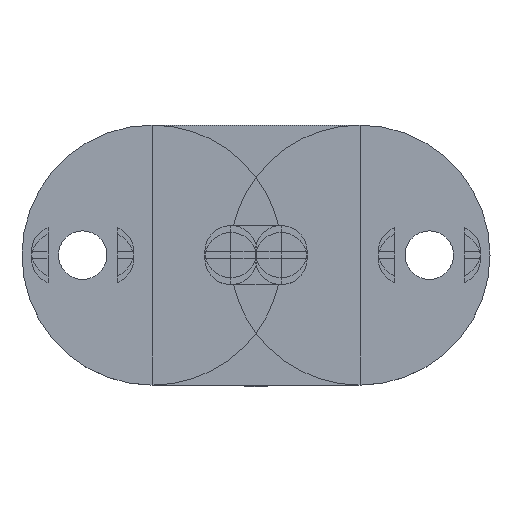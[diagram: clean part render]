
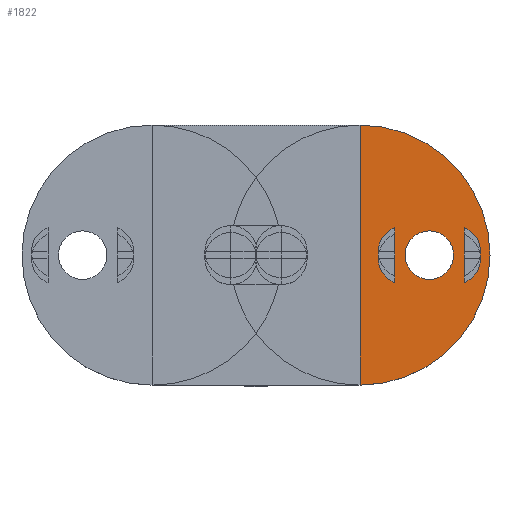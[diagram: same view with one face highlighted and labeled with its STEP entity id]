
A CAD part, top view. The second image highlights one B-rep face of the part: STEP entity #1822.
In plain terms, the highlighted planar face has unit normal (0, 0, 1).
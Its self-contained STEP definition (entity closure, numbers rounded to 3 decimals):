
#539 = VERTEX_POINT('',#540);
#540 = CARTESIAN_POINT('',(27.,0.,118.));
#546 = EDGE_CURVE('',#539,#547,#549,.T.);
#547 = VERTEX_POINT('',#548);
#548 = CARTESIAN_POINT('',(12.,15.,118.));
#549 = CIRCLE('',#550,15.);
#550 = AXIS2_PLACEMENT_3D('',#551,#552,#553);
#551 = CARTESIAN_POINT('',(12.,0.,118.));
#552 = DIRECTION('',(0.,0.,1.));
#553 = DIRECTION('',(1.,0.,0.));
#572 = VERTEX_POINT('',#573);
#573 = CARTESIAN_POINT('',(12.,-15.,118.));
#579 = EDGE_CURVE('',#572,#539,#580,.T.);
#580 = CIRCLE('',#581,15.);
#581 = AXIS2_PLACEMENT_3D('',#582,#583,#584);
#582 = CARTESIAN_POINT('',(12.,0.,118.));
#583 = DIRECTION('',(0.,0.,1.));
#584 = DIRECTION('',(1.,0.,0.));
#595 = VERTEX_POINT('',#596);
#596 = CARTESIAN_POINT('',(22.8,0.,118.));
#602 = EDGE_CURVE('',#595,#595,#603,.T.);
#603 = CIRCLE('',#604,2.8);
#604 = AXIS2_PLACEMENT_3D('',#605,#606,#607);
#605 = CARTESIAN_POINT('',(20.,0.,118.));
#606 = DIRECTION('',(0.,0.,1.));
#607 = DIRECTION('',(1.,0.,0.));
#1822 = ADVANCED_FACE('',(#1823,#1833,#1836,#1904),#1972,.T.);
#1823 = FACE_BOUND('',#1824,.T.);
#1824 = EDGE_LOOP('',(#1825,#1826,#1827));
#1825 = ORIENTED_EDGE('',*,*,#579,.T.);
#1826 = ORIENTED_EDGE('',*,*,#546,.T.);
#1827 = ORIENTED_EDGE('',*,*,#1828,.F.);
#1828 = EDGE_CURVE('',#572,#547,#1829,.T.);
#1829 = LINE('',#1830,#1831);
#1830 = CARTESIAN_POINT('',(12.,-15.,118.));
#1831 = VECTOR('',#1832,1.);
#1832 = DIRECTION('',(0.,1.,0.));
#1833 = FACE_BOUND('',#1834,.T.);
#1834 = EDGE_LOOP('',(#1835));
#1835 = ORIENTED_EDGE('',*,*,#602,.F.);
#1836 = FACE_BOUND('',#1837,.T.);
#1837 = EDGE_LOOP('',(#1838,#1849,#1857,#1865,#1873,#1881,#1889,#1898));
#1838 = ORIENTED_EDGE('',*,*,#1839,.F.);
#1839 = EDGE_CURVE('',#1840,#1842,#1844,.T.);
#1840 = VERTEX_POINT('',#1841);
#1841 = CARTESIAN_POINT('',(16.,3.191,118.));
#1842 = VERTEX_POINT('',#1843);
#1843 = CARTESIAN_POINT('',(14.1,0.4,118.));
#1844 = CIRCLE('',#1845,3.);
#1845 = AXIS2_PLACEMENT_3D('',#1846,#1847,#1848);
#1846 = CARTESIAN_POINT('',(17.1,0.4,118.));
#1847 = DIRECTION('',(0.,0.,1.));
#1848 = DIRECTION('',(1.,0.,0.));
#1849 = ORIENTED_EDGE('',*,*,#1850,.F.);
#1850 = EDGE_CURVE('',#1851,#1840,#1853,.T.);
#1851 = VERTEX_POINT('',#1852);
#1852 = CARTESIAN_POINT('',(16.,2.391,118.));
#1853 = LINE('',#1854,#1855);
#1854 = CARTESIAN_POINT('',(16.,-4.,118.));
#1855 = VECTOR('',#1856,1.);
#1856 = DIRECTION('',(0.,1.,0.));
#1857 = ORIENTED_EDGE('',*,*,#1858,.F.);
#1858 = EDGE_CURVE('',#1859,#1851,#1861,.T.);
#1859 = VERTEX_POINT('',#1860);
#1860 = CARTESIAN_POINT('',(16.,0.4,118.));
#1861 = LINE('',#1862,#1863);
#1862 = CARTESIAN_POINT('',(16.,-4.,118.));
#1863 = VECTOR('',#1864,1.);
#1864 = DIRECTION('',(0.,1.,0.));
#1865 = ORIENTED_EDGE('',*,*,#1866,.F.);
#1866 = EDGE_CURVE('',#1867,#1859,#1869,.T.);
#1867 = VERTEX_POINT('',#1868);
#1868 = CARTESIAN_POINT('',(16.,-0.4,118.));
#1869 = LINE('',#1870,#1871);
#1870 = CARTESIAN_POINT('',(16.,-4.,118.));
#1871 = VECTOR('',#1872,1.);
#1872 = DIRECTION('',(0.,1.,0.));
#1873 = ORIENTED_EDGE('',*,*,#1874,.F.);
#1874 = EDGE_CURVE('',#1875,#1867,#1877,.T.);
#1875 = VERTEX_POINT('',#1876);
#1876 = CARTESIAN_POINT('',(16.,-2.391,118.));
#1877 = LINE('',#1878,#1879);
#1878 = CARTESIAN_POINT('',(16.,-4.,118.));
#1879 = VECTOR('',#1880,1.);
#1880 = DIRECTION('',(0.,1.,0.));
#1881 = ORIENTED_EDGE('',*,*,#1882,.F.);
#1882 = EDGE_CURVE('',#1883,#1875,#1885,.T.);
#1883 = VERTEX_POINT('',#1884);
#1884 = CARTESIAN_POINT('',(16.,-3.191,118.));
#1885 = LINE('',#1886,#1887);
#1886 = CARTESIAN_POINT('',(16.,-4.,118.));
#1887 = VECTOR('',#1888,1.);
#1888 = DIRECTION('',(0.,1.,0.));
#1889 = ORIENTED_EDGE('',*,*,#1890,.F.);
#1890 = EDGE_CURVE('',#1891,#1883,#1893,.T.);
#1891 = VERTEX_POINT('',#1892);
#1892 = CARTESIAN_POINT('',(14.1,-0.4,118.));
#1893 = CIRCLE('',#1894,3.);
#1894 = AXIS2_PLACEMENT_3D('',#1895,#1896,#1897);
#1895 = CARTESIAN_POINT('',(17.1,-0.4,118.));
#1896 = DIRECTION('',(0.,0.,1.));
#1897 = DIRECTION('',(1.,0.,0.));
#1898 = ORIENTED_EDGE('',*,*,#1899,.T.);
#1899 = EDGE_CURVE('',#1891,#1842,#1900,.T.);
#1900 = LINE('',#1901,#1902);
#1901 = CARTESIAN_POINT('',(14.1,-0.4,118.));
#1902 = VECTOR('',#1903,1.);
#1903 = DIRECTION('',(0.,1.,0.));
#1904 = FACE_BOUND('',#1905,.T.);
#1905 = EDGE_LOOP('',(#1906,#1917,#1925,#1934,#1942,#1950,#1958,#1966));
#1906 = ORIENTED_EDGE('',*,*,#1907,.F.);
#1907 = EDGE_CURVE('',#1908,#1910,#1912,.T.);
#1908 = VERTEX_POINT('',#1909);
#1909 = CARTESIAN_POINT('',(25.9,0.4,118.));
#1910 = VERTEX_POINT('',#1911);
#1911 = CARTESIAN_POINT('',(24.,3.191,118.));
#1912 = CIRCLE('',#1913,3.);
#1913 = AXIS2_PLACEMENT_3D('',#1914,#1915,#1916);
#1914 = CARTESIAN_POINT('',(22.9,0.4,118.));
#1915 = DIRECTION('',(0.,0.,1.));
#1916 = DIRECTION('',(1.,0.,0.));
#1917 = ORIENTED_EDGE('',*,*,#1918,.F.);
#1918 = EDGE_CURVE('',#1919,#1908,#1921,.T.);
#1919 = VERTEX_POINT('',#1920);
#1920 = CARTESIAN_POINT('',(25.9,-0.4,118.));
#1921 = LINE('',#1922,#1923);
#1922 = CARTESIAN_POINT('',(25.9,-0.4,118.));
#1923 = VECTOR('',#1924,1.);
#1924 = DIRECTION('',(0.,1.,0.));
#1925 = ORIENTED_EDGE('',*,*,#1926,.F.);
#1926 = EDGE_CURVE('',#1927,#1919,#1929,.T.);
#1927 = VERTEX_POINT('',#1928);
#1928 = CARTESIAN_POINT('',(24.,-3.191,118.));
#1929 = CIRCLE('',#1930,3.);
#1930 = AXIS2_PLACEMENT_3D('',#1931,#1932,#1933);
#1931 = CARTESIAN_POINT('',(22.9,-0.4,118.));
#1932 = DIRECTION('',(0.,0.,1.));
#1933 = DIRECTION('',(1.,0.,0.));
#1934 = ORIENTED_EDGE('',*,*,#1935,.T.);
#1935 = EDGE_CURVE('',#1927,#1936,#1938,.T.);
#1936 = VERTEX_POINT('',#1937);
#1937 = CARTESIAN_POINT('',(24.,-2.391,118.));
#1938 = LINE('',#1939,#1940);
#1939 = CARTESIAN_POINT('',(24.,-4.,118.));
#1940 = VECTOR('',#1941,1.);
#1941 = DIRECTION('',(0.,1.,0.));
#1942 = ORIENTED_EDGE('',*,*,#1943,.T.);
#1943 = EDGE_CURVE('',#1936,#1944,#1946,.T.);
#1944 = VERTEX_POINT('',#1945);
#1945 = CARTESIAN_POINT('',(24.,-0.4,118.));
#1946 = LINE('',#1947,#1948);
#1947 = CARTESIAN_POINT('',(24.,-4.,118.));
#1948 = VECTOR('',#1949,1.);
#1949 = DIRECTION('',(0.,1.,0.));
#1950 = ORIENTED_EDGE('',*,*,#1951,.T.);
#1951 = EDGE_CURVE('',#1944,#1952,#1954,.T.);
#1952 = VERTEX_POINT('',#1953);
#1953 = CARTESIAN_POINT('',(24.,0.4,118.));
#1954 = LINE('',#1955,#1956);
#1955 = CARTESIAN_POINT('',(24.,-4.,118.));
#1956 = VECTOR('',#1957,1.);
#1957 = DIRECTION('',(0.,1.,0.));
#1958 = ORIENTED_EDGE('',*,*,#1959,.T.);
#1959 = EDGE_CURVE('',#1952,#1960,#1962,.T.);
#1960 = VERTEX_POINT('',#1961);
#1961 = CARTESIAN_POINT('',(24.,2.391,118.));
#1962 = LINE('',#1963,#1964);
#1963 = CARTESIAN_POINT('',(24.,-4.,118.));
#1964 = VECTOR('',#1965,1.);
#1965 = DIRECTION('',(0.,1.,0.));
#1966 = ORIENTED_EDGE('',*,*,#1967,.T.);
#1967 = EDGE_CURVE('',#1960,#1910,#1968,.T.);
#1968 = LINE('',#1969,#1970);
#1969 = CARTESIAN_POINT('',(24.,-4.,118.));
#1970 = VECTOR('',#1971,1.);
#1971 = DIRECTION('',(0.,1.,0.));
#1972 = PLANE('',#1973);
#1973 = AXIS2_PLACEMENT_3D('',#1974,#1975,#1976);
#1974 = CARTESIAN_POINT('',(12.,0.,118.));
#1975 = DIRECTION('',(0.,0.,1.));
#1976 = DIRECTION('',(1.,0.,0.));
